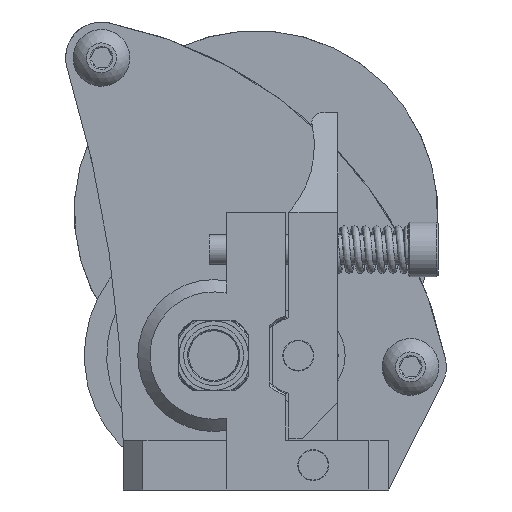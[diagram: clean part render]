
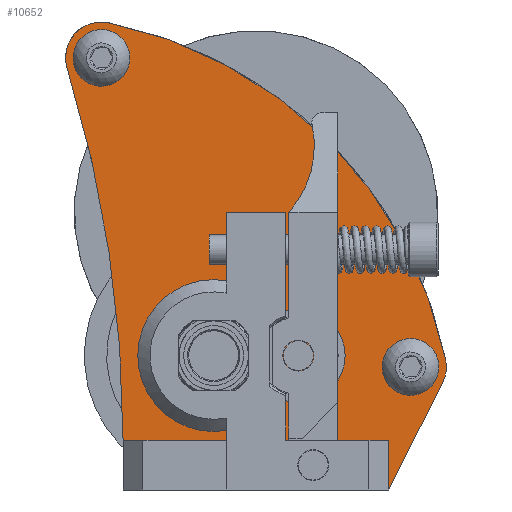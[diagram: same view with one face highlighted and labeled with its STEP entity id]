
A CAD part, front view. The second image highlights one B-rep face of the part: STEP entity #10652.
In plain terms, the highlighted planar face has unit normal (0, -1, 0).
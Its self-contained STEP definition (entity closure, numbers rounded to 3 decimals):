
#970=LINE('',#20850,#1879);
#971=LINE('',#20854,#1880);
#977=LINE('',#20865,#1886);
#984=LINE('',#20951,#1893);
#985=LINE('',#20953,#1894);
#986=LINE('',#20955,#1895);
#987=LINE('',#20962,#1896);
#988=LINE('',#20963,#1897);
#989=LINE('',#20965,#1898);
#990=LINE('',#20975,#1899);
#991=LINE('',#20977,#1900);
#992=LINE('',#20979,#1901);
#993=LINE('',#20981,#1902);
#1879=VECTOR('',#14987,1000.);
#1880=VECTOR('',#14990,1000.);
#1886=VECTOR('',#14998,1000.);
#1893=VECTOR('',#15029,1000.);
#1894=VECTOR('',#15030,1000.);
#1895=VECTOR('',#15031,1000.);
#1896=VECTOR('',#15038,1000.);
#1897=VECTOR('',#15039,1000.);
#1898=VECTOR('',#15040,1000.);
#1899=VECTOR('',#15049,1000.);
#1900=VECTOR('',#15050,1000.);
#1901=VECTOR('',#15051,1000.);
#1902=VECTOR('',#15052,1000.);
#2492=PLANE('',#12786);
#4178=ORIENTED_EDGE('',*,*,#6438,.T.);
#4179=ORIENTED_EDGE('',*,*,#6443,.T.);
#4180=ORIENTED_EDGE('',*,*,#6444,.T.);
#4181=ORIENTED_EDGE('',*,*,#6445,.F.);
#4182=ORIENTED_EDGE('',*,*,#6446,.T.);
#4183=ORIENTED_EDGE('',*,*,#6447,.T.);
#4184=ORIENTED_EDGE('',*,*,#6448,.T.);
#4185=ORIENTED_EDGE('',*,*,#6419,.F.);
#4186=ORIENTED_EDGE('',*,*,#6413,.F.);
#4187=ORIENTED_EDGE('',*,*,#6449,.F.);
#4188=ORIENTED_EDGE('',*,*,#6411,.F.);
#4189=ORIENTED_EDGE('',*,*,#6450,.F.);
#4190=ORIENTED_EDGE('',*,*,#6451,.F.);
#4191=ORIENTED_EDGE('',*,*,#6452,.F.);
#4192=ORIENTED_EDGE('',*,*,#6453,.F.);
#4193=ORIENTED_EDGE('',*,*,#6454,.F.);
#4194=ORIENTED_EDGE('',*,*,#6455,.F.);
#4195=ORIENTED_EDGE('',*,*,#6456,.F.);
#4196=ORIENTED_EDGE('',*,*,#6457,.F.);
#4197=ORIENTED_EDGE('',*,*,#6458,.F.);
#4198=ORIENTED_EDGE('',*,*,#6459,.F.);
#4199=ORIENTED_EDGE('',*,*,#6460,.T.);
#4200=ORIENTED_EDGE('',*,*,#6461,.T.);
#6411=EDGE_CURVE('',#7622,#7623,#970,.T.);
#6413=EDGE_CURVE('',#7624,#7625,#971,.T.);
#6419=EDGE_CURVE('',#7625,#7629,#977,.T.);
#6438=EDGE_CURVE('',#7646,#7645,#8285,.T.);
#6443=EDGE_CURVE('',#7645,#7649,#984,.T.);
#6444=EDGE_CURVE('',#7649,#7650,#985,.T.);
#6445=EDGE_CURVE('',#7651,#7650,#986,.T.);
#6446=EDGE_CURVE('',#7651,#7652,#8287,.F.);
#6447=EDGE_CURVE('',#7652,#7653,#8288,.T.);
#6448=EDGE_CURVE('',#7653,#7629,#8289,.F.);
#6449=EDGE_CURVE('',#7623,#7624,#987,.T.);
#6450=EDGE_CURVE('',#7654,#7622,#988,.T.);
#6451=EDGE_CURVE('',#7655,#7654,#989,.T.);
#6452=EDGE_CURVE('',#7656,#7655,#8290,.T.);
#6453=EDGE_CURVE('',#7657,#7656,#8291,.T.);
#6454=EDGE_CURVE('',#7658,#7657,#8292,.T.);
#6455=EDGE_CURVE('',#7659,#7658,#8293,.T.);
#6456=EDGE_CURVE('',#7660,#7659,#990,.T.);
#6457=EDGE_CURVE('',#7661,#7660,#991,.T.);
#6458=EDGE_CURVE('',#7662,#7661,#992,.T.);
#6459=EDGE_CURVE('',#7646,#7662,#993,.T.);
#6460=EDGE_CURVE('',#7663,#7663,#8294,.T.);
#6461=EDGE_CURVE('',#7664,#7664,#8295,.T.);
#7622=VERTEX_POINT('',#20849);
#7623=VERTEX_POINT('',#20851);
#7624=VERTEX_POINT('',#20853);
#7625=VERTEX_POINT('',#20855);
#7629=VERTEX_POINT('',#20866);
#7645=VERTEX_POINT('',#20934);
#7646=VERTEX_POINT('',#20936);
#7649=VERTEX_POINT('',#20952);
#7650=VERTEX_POINT('',#20954);
#7651=VERTEX_POINT('',#20956);
#7652=VERTEX_POINT('',#20958);
#7653=VERTEX_POINT('',#20960);
#7654=VERTEX_POINT('',#20964);
#7655=VERTEX_POINT('',#20966);
#7656=VERTEX_POINT('',#20968);
#7657=VERTEX_POINT('',#20970);
#7658=VERTEX_POINT('',#20972);
#7659=VERTEX_POINT('',#20974);
#7660=VERTEX_POINT('',#20976);
#7661=VERTEX_POINT('',#20978);
#7662=VERTEX_POINT('',#20980);
#7663=VERTEX_POINT('',#20983);
#7664=VERTEX_POINT('',#20985);
#8285=CIRCLE('',#12783,7.625);
#8287=CIRCLE('',#12787,5.2);
#8288=CIRCLE('',#12788,6.625);
#8289=CIRCLE('',#12789,5.2);
#8290=CIRCLE('',#12790,3.6);
#8291=CIRCLE('',#12791,43.4);
#8292=CIRCLE('',#12792,3.6);
#8293=CIRCLE('',#12793,127.084);
#8294=CIRCLE('',#12794,1.6);
#8295=CIRCLE('',#12795,1.6);
#8964=EDGE_LOOP('',(#4178,#4179,#4180,#4181,#4182,#4183,#4184,#4185,#4186,
#4187,#4188,#4189,#4190,#4191,#4192,#4193,#4194,#4195,#4196,#4197,#4198));
#8965=EDGE_LOOP('',(#4199));
#8966=EDGE_LOOP('',(#4200));
#9746=FACE_BOUND('',#8964,.T.);
#9747=FACE_BOUND('',#8965,.T.);
#9748=FACE_BOUND('',#8966,.T.);
#10652=ADVANCED_FACE('',(#9746,#9747,#9748),#2492,.F.);
#12783=AXIS2_PLACEMENT_3D('',#20935,#15020,#15021);
#12786=AXIS2_PLACEMENT_3D('',#20950,#15027,#15028);
#12787=AXIS2_PLACEMENT_3D('',#20957,#15032,#15033);
#12788=AXIS2_PLACEMENT_3D('',#20959,#15034,#15035);
#12789=AXIS2_PLACEMENT_3D('',#20961,#15036,#15037);
#12790=AXIS2_PLACEMENT_3D('',#20967,#15041,#15042);
#12791=AXIS2_PLACEMENT_3D('',#20969,#15043,#15044);
#12792=AXIS2_PLACEMENT_3D('',#20971,#15045,#15046);
#12793=AXIS2_PLACEMENT_3D('',#20973,#15047,#15048);
#12794=AXIS2_PLACEMENT_3D('',#20982,#15053,#15054);
#12795=AXIS2_PLACEMENT_3D('',#20984,#15055,#15056);
#14987=DIRECTION('',(-1.,0.,0.));
#14990=DIRECTION('',(-1.,0.,0.));
#14998=DIRECTION('',(0.,0.,1.));
#15020=DIRECTION('',(0.,1.,0.));
#15021=DIRECTION('',(0.,0.,1.));
#15027=DIRECTION('',(0.,1.,0.));
#15028=DIRECTION('',(0.,0.,1.));
#15029=DIRECTION('',(0.,0.,1.));
#15030=DIRECTION('',(1.,0.,0.));
#15031=DIRECTION('',(0.,0.,1.));
#15032=DIRECTION('',(0.,1.,0.));
#15033=DIRECTION('',(0.,0.,1.));
#15034=DIRECTION('',(0.,1.,0.));
#15035=DIRECTION('',(-1.,0.,0.));
#15036=DIRECTION('',(0.,1.,0.));
#15037=DIRECTION('',(0.,0.,1.));
#15038=DIRECTION('',(-1.,0.,0.));
#15039=DIRECTION('',(0.,0.,1.));
#15040=DIRECTION('',(-0.448,0.,-0.894));
#15041=DIRECTION('',(0.,1.,0.));
#15042=DIRECTION('',(-1.,0.,0.));
#15043=DIRECTION('',(0.,1.,0.));
#15044=DIRECTION('',(-1.,0.,0.));
#15045=DIRECTION('',(0.,1.,0.));
#15046=DIRECTION('',(-1.,0.,0.));
#15047=DIRECTION('',(0.,-1.,0.));
#15048=DIRECTION('',(-1.,0.,0.));
#15049=DIRECTION('',(-1.,0.,0.));
#15050=DIRECTION('',(-1.,0.,0.));
#15051=DIRECTION('',(-1.,0.,0.));
#15052=DIRECTION('',(0.,0.,-1.));
#15053=DIRECTION('',(0.,1.,0.));
#15054=DIRECTION('',(-1.,0.,0.));
#15055=DIRECTION('',(0.,1.,0.));
#15056=DIRECTION('',(-1.,0.,0.));
#20849=CARTESIAN_POINT('',(13.35,13.2,-8.5));
#20850=CARTESIAN_POINT('',(13.35,13.2,-8.5));
#20851=CARTESIAN_POINT('',(11.072,13.2,-8.5));
#20853=CARTESIAN_POINT('',(7.928,13.2,-8.5));
#20854=CARTESIAN_POINT('',(13.35,13.2,-8.5));
#20855=CARTESIAN_POINT('',(3.,13.2,-8.5));
#20865=CARTESIAN_POINT('',(3.,13.2,29.906));
#20866=CARTESIAN_POINT('',(3.,13.2,-5.048));
#20934=CARTESIAN_POINT('',(-3.,13.2,7.522));
#20935=CARTESIAN_POINT('',(-4.25,13.2,0.));
#20936=CARTESIAN_POINT('',(-3.,13.2,-7.522));
#20950=CARTESIAN_POINT('',(-15.521,13.2,29.906));
#20951=CARTESIAN_POINT('',(-3.,13.2,6.4));
#20952=CARTESIAN_POINT('',(-3.,13.2,14.4));
#20953=CARTESIAN_POINT('',(-3.,13.2,14.4));
#20954=CARTESIAN_POINT('',(3.,13.2,14.4));
#20955=CARTESIAN_POINT('',(3.,13.2,29.906));
#20956=CARTESIAN_POINT('',(3.,13.2,5.048));
#20957=CARTESIAN_POINT('',(4.25,13.2,0.));
#20958=CARTESIAN_POINT('',(0.991,13.2,4.052));
#20959=CARTESIAN_POINT('',(-4.25,13.2,0.));
#20960=CARTESIAN_POINT('',(0.991,13.2,-4.052));
#20961=CARTESIAN_POINT('',(4.25,13.2,0.));
#20962=CARTESIAN_POINT('',(13.35,13.2,-8.5));
#20963=CARTESIAN_POINT('',(13.35,13.2,-13.5));
#20964=CARTESIAN_POINT('',(13.35,13.2,-13.5));
#20965=CARTESIAN_POINT('',(18.739,13.2,-2.749));
#20966=CARTESIAN_POINT('',(18.739,13.2,-2.749));
#20967=CARTESIAN_POINT('',(15.521,13.2,-1.136));
#20968=CARTESIAN_POINT('',(19.048,13.2,-0.416));
#20969=CARTESIAN_POINT('',(-23.476,13.2,-9.091));
#20970=CARTESIAN_POINT('',(-14.801,13.2,33.434));
#20971=CARTESIAN_POINT('',(-15.521,13.2,29.906));
#20972=CARTESIAN_POINT('',(-18.962,13.2,28.848));
#20973=CARTESIAN_POINT('',(-140.434,13.2,-8.5));
#20974=CARTESIAN_POINT('',(-13.35,13.2,-8.5));
#20975=CARTESIAN_POINT('',(13.35,13.2,-8.5));
#20976=CARTESIAN_POINT('',(-11.072,13.2,-8.5));
#20977=CARTESIAN_POINT('',(13.35,13.2,-8.5));
#20978=CARTESIAN_POINT('',(-7.928,13.2,-8.5));
#20979=CARTESIAN_POINT('',(13.35,13.2,-8.5));
#20980=CARTESIAN_POINT('',(-3.,13.2,-8.5));
#20981=CARTESIAN_POINT('',(-3.,13.2,-6.4));
#20982=CARTESIAN_POINT('',(15.521,13.2,-1.136));
#20983=CARTESIAN_POINT('',(13.921,13.2,-1.136));
#20984=CARTESIAN_POINT('',(-15.521,13.2,29.906));
#20985=CARTESIAN_POINT('',(-17.121,13.2,29.906));
